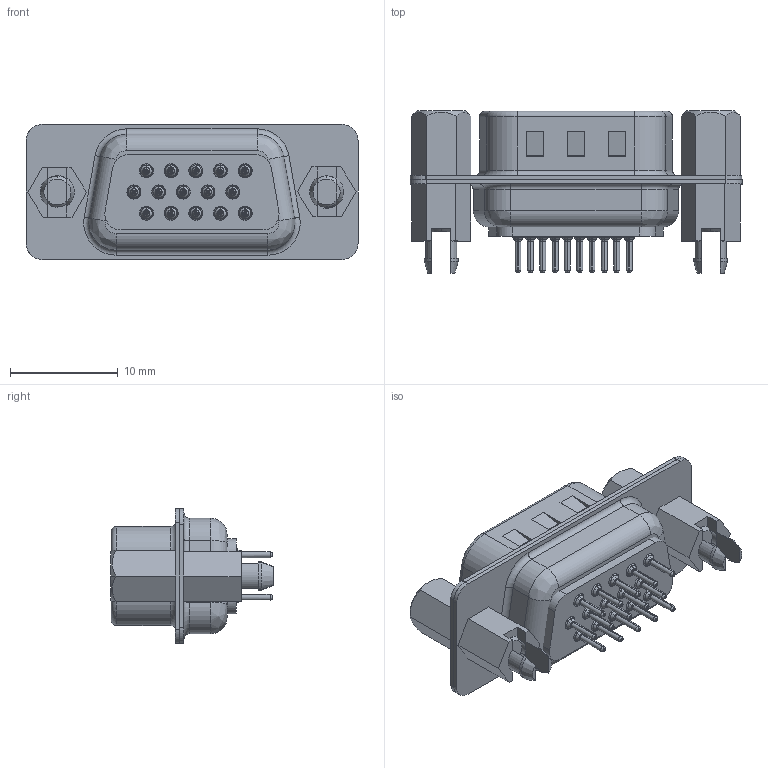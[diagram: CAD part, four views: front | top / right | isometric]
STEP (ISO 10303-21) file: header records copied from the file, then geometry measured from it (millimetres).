
FILE_DESCRIPTION((''),'2;1');
FILE_NAME('15PMALE_ASM','2012-08-15T',('Administrator'),(''),'PRO/ENGINEER BY PARAMETRIC TECHNOLOGY CORPORATION, 2009360','PRO/ENGINEER BY PARAMETRIC TECHNOLOGY CORPORATION, 2009360','');
FILE_SCHEMA(('CONFIG_CONTROL_DESIGN'));
Length unit declared in the file: millimetre
Products named in the file (8): HOUSING; SHELL; COVER; MCONTACT; D-SUB-9P-MALE-FRONTSHELL; HDP-YUCHA; LUOSI; 15PMALE_ASM
Assembly tree (23 placements, depth 2):
  15PMALE_ASM
    HOUSING
    SHELL
    COVER
    MCONTACT  x15
    D-SUB-9P-MALE-FRONTSHELL
    HDP-YUCHA  x2
    LUOSI  x2
Bounding box: 30.82 x 15.1 x 12.55 mm (x, y, z)
Volume: 1553.1 mm3; surface area: 5157.1 mm2
Topology: 23 solids, 23 shells, 2296 faces, 6431 edges, 4208 vertices
Faces by surface type: bspline 1106, cylinder 584, plane 519, cone 51, torus 36
Entity records: 32717 total; most frequent: CARTESIAN_POINT 15963, ORIENTED_EDGE 3596, DIRECTION 3234, EDGE_CURVE 1798, AXIS2_PLACEMENT_3D 1205, VERTEX_POINT 1143, VECTOR 824, LINE 824
